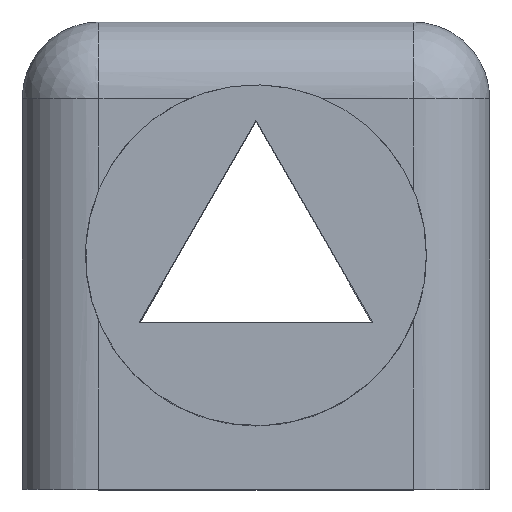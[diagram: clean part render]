
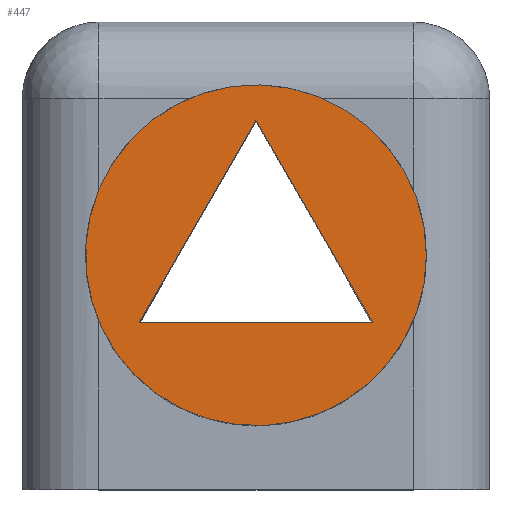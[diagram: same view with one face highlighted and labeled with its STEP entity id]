
A CAD part, top view. The second image highlights one B-rep face of the part: STEP entity #447.
In plain terms, the highlighted planar face has unit normal (0, 0, 1).
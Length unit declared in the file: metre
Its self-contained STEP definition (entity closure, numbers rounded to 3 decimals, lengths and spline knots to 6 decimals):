
#37=CIRCLE('',#494,0.022225);
#77=ORIENTED_EDGE('',*,*,#205,.F.);
#78=ORIENTED_EDGE('',*,*,#206,.F.);
#79=ORIENTED_EDGE('',*,*,#207,.F.);
#80=ORIENTED_EDGE('',*,*,#204,.T.);
#204=EDGE_CURVE('',#267,#267,#37,.T.);
#205=EDGE_CURVE('',#268,#269,#301,.T.);
#206=EDGE_CURVE('',#270,#268,#302,.T.);
#207=EDGE_CURVE('',#269,#270,#303,.T.);
#267=VERTEX_POINT('',#739);
#268=VERTEX_POINT('',#742);
#269=VERTEX_POINT('',#743);
#270=VERTEX_POINT('',#745);
#301=LINE('',#741,#336);
#302=LINE('',#744,#337);
#303=LINE('',#746,#338);
#336=VECTOR('',#573,1.);
#337=VECTOR('',#574,1.);
#338=VECTOR('',#575,1.);
#367=EDGE_LOOP('',(#77,#78,#79));
#368=EDGE_LOOP('',(#80));
#400=FACE_BOUND('',#367,.T.);
#401=FACE_BOUND('',#368,.T.);
#431=PLANE('',#495);
#447=ADVANCED_FACE('',(#400,#401),#431,.T.);
#494=AXIS2_PLACEMENT_3D('',#738,#569,#570);
#495=AXIS2_PLACEMENT_3D('',#740,#571,#572);
#569=DIRECTION('',(0.,0.,1.));
#570=DIRECTION('',(1.,0.,0.));
#571=DIRECTION('',(0.,0.,1.));
#572=DIRECTION('',(1.,0.,0.));
#573=DIRECTION('',(-0.5,0.866,0.));
#574=DIRECTION('',(1.,0.,0.));
#575=DIRECTION('',(-0.5,-0.866,0.));
#738=CARTESIAN_POINT('',(0.,0.,0.0508));
#739=CARTESIAN_POINT('',(0.022225,0.,0.0508));
#740=CARTESIAN_POINT('',(0.,0.,0.0508));
#741=CARTESIAN_POINT('',(0.00762,0.004399,0.0508));
#742=CARTESIAN_POINT('',(0.01524,-0.008799,0.0508));
#743=CARTESIAN_POINT('',(0.,0.017598,0.0508));
#744=CARTESIAN_POINT('',(0.,-0.008799,0.0508));
#745=CARTESIAN_POINT('',(-0.01524,-0.008799,0.0508));
#746=CARTESIAN_POINT('',(-0.00762,0.004399,0.0508));
